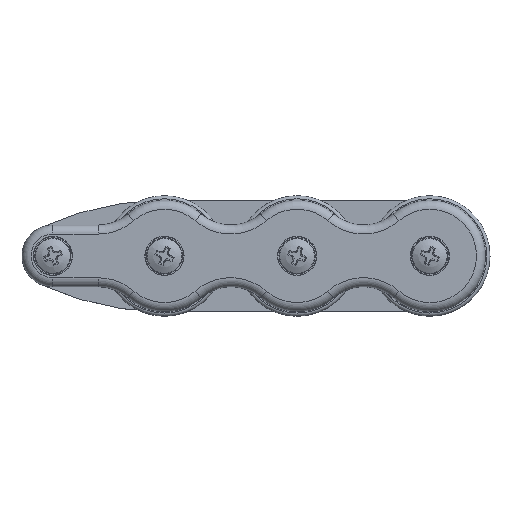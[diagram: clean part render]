
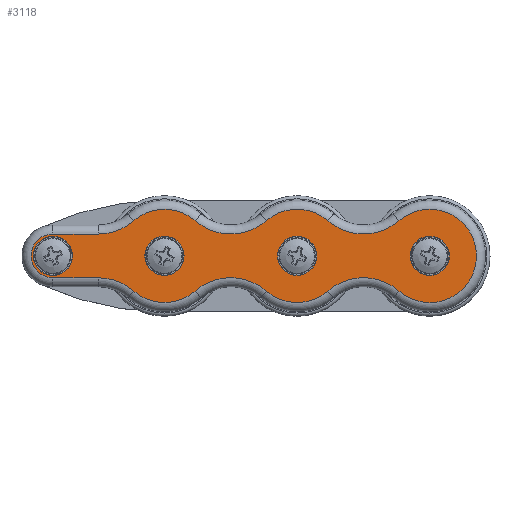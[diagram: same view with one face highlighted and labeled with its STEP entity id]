
A CAD part, top view. The second image highlights one B-rep face of the part: STEP entity #3118.
In plain terms, the highlighted planar face has unit normal (0, 0, 1).
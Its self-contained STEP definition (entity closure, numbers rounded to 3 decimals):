
#137=LINE('',#4984,#303);
#138=LINE('',#4988,#304);
#303=VECTOR('',#3917,15.);
#304=VECTOR('',#3920,15.);
#536=FACE_BOUND('',#892,.T.);
#537=FACE_BOUND('',#893,.T.);
#538=FACE_BOUND('',#894,.T.);
#539=FACE_BOUND('',#895,.T.);
#656=FACE_OUTER_BOUND('',#891,.T.);
#891=EDGE_LOOP('',(#2263,#2264,#2265,#2266,#2267,#2268,#2269,#2270,#2271,
#2272,#2273,#2274,#2275,#2276));
#892=EDGE_LOOP('',(#2277));
#893=EDGE_LOOP('',(#2278));
#894=EDGE_LOOP('',(#2279));
#895=EDGE_LOOP('',(#2280));
#1148=CIRCLE('',#3318,6.5);
#1173=CIRCLE('',#3373,15.5);
#1174=CIRCLE('',#3374,17.958);
#1175=CIRCLE('',#3375,7.25);
#1176=CIRCLE('',#3376,17.958);
#1177=CIRCLE('',#3377,15.5);
#1178=CIRCLE('',#3378,17.958);
#1179=CIRCLE('',#3379,15.5);
#1180=CIRCLE('',#3380,17.958);
#1181=CIRCLE('',#3381,15.5);
#1182=CIRCLE('',#3382,17.958);
#1183=CIRCLE('',#3383,15.5);
#1184=CIRCLE('',#3384,17.958);
#1185=CIRCLE('',#3385,6.5);
#1186=CIRCLE('',#3386,6.5);
#1187=CIRCLE('',#3387,6.5);
#1378=VERTEX_POINT('',#4838);
#1407=VERTEX_POINT('',#4978);
#1408=VERTEX_POINT('',#4979);
#1409=VERTEX_POINT('',#4981);
#1410=VERTEX_POINT('',#4983);
#1411=VERTEX_POINT('',#4985);
#1412=VERTEX_POINT('',#4987);
#1413=VERTEX_POINT('',#4989);
#1414=VERTEX_POINT('',#4991);
#1415=VERTEX_POINT('',#4993);
#1416=VERTEX_POINT('',#4995);
#1417=VERTEX_POINT('',#4997);
#1418=VERTEX_POINT('',#4999);
#1419=VERTEX_POINT('',#5001);
#1420=VERTEX_POINT('',#5003);
#1421=VERTEX_POINT('',#5006);
#1422=VERTEX_POINT('',#5008);
#1423=VERTEX_POINT('',#5010);
#1698=EDGE_CURVE('',#1378,#1378,#1148,.T.);
#1743=EDGE_CURVE('',#1407,#1408,#1173,.T.);
#1744=EDGE_CURVE('',#1409,#1407,#1174,.T.);
#1745=EDGE_CURVE('',#1410,#1409,#137,.T.);
#1746=EDGE_CURVE('',#1411,#1410,#1175,.T.);
#1747=EDGE_CURVE('',#1412,#1411,#138,.T.);
#1748=EDGE_CURVE('',#1413,#1412,#1176,.T.);
#1749=EDGE_CURVE('',#1414,#1413,#1177,.T.);
#1750=EDGE_CURVE('',#1415,#1414,#1178,.T.);
#1751=EDGE_CURVE('',#1416,#1415,#1179,.T.);
#1752=EDGE_CURVE('',#1417,#1416,#1180,.T.);
#1753=EDGE_CURVE('',#1418,#1417,#1181,.T.);
#1754=EDGE_CURVE('',#1419,#1418,#1182,.T.);
#1755=EDGE_CURVE('',#1420,#1419,#1183,.T.);
#1756=EDGE_CURVE('',#1408,#1420,#1184,.T.);
#1757=EDGE_CURVE('',#1421,#1421,#1185,.T.);
#1758=EDGE_CURVE('',#1422,#1422,#1186,.T.);
#1759=EDGE_CURVE('',#1423,#1423,#1187,.T.);
#2263=ORIENTED_EDGE('',*,*,#1743,.F.);
#2264=ORIENTED_EDGE('',*,*,#1744,.F.);
#2265=ORIENTED_EDGE('',*,*,#1745,.F.);
#2266=ORIENTED_EDGE('',*,*,#1746,.F.);
#2267=ORIENTED_EDGE('',*,*,#1747,.F.);
#2268=ORIENTED_EDGE('',*,*,#1748,.F.);
#2269=ORIENTED_EDGE('',*,*,#1749,.F.);
#2270=ORIENTED_EDGE('',*,*,#1750,.F.);
#2271=ORIENTED_EDGE('',*,*,#1751,.F.);
#2272=ORIENTED_EDGE('',*,*,#1752,.F.);
#2273=ORIENTED_EDGE('',*,*,#1753,.F.);
#2274=ORIENTED_EDGE('',*,*,#1754,.F.);
#2275=ORIENTED_EDGE('',*,*,#1755,.F.);
#2276=ORIENTED_EDGE('',*,*,#1756,.F.);
#2277=ORIENTED_EDGE('',*,*,#1698,.T.);
#2278=ORIENTED_EDGE('',*,*,#1757,.T.);
#2279=ORIENTED_EDGE('',*,*,#1758,.T.);
#2280=ORIENTED_EDGE('',*,*,#1759,.T.);
#2989=PLANE('',#3372);
#3118=ADVANCED_FACE('',(#656,#536,#537,#538,#539),#2989,.T.);
#3318=AXIS2_PLACEMENT_3D('',#4839,#3787,#3788);
#3372=AXIS2_PLACEMENT_3D('',#4977,#3911,#3912);
#3373=AXIS2_PLACEMENT_3D('',#4980,#3913,#3914);
#3374=AXIS2_PLACEMENT_3D('',#4982,#3915,#3916);
#3375=AXIS2_PLACEMENT_3D('',#4986,#3918,#3919);
#3376=AXIS2_PLACEMENT_3D('',#4990,#3921,#3922);
#3377=AXIS2_PLACEMENT_3D('',#4992,#3923,#3924);
#3378=AXIS2_PLACEMENT_3D('',#4994,#3925,#3926);
#3379=AXIS2_PLACEMENT_3D('',#4996,#3927,#3928);
#3380=AXIS2_PLACEMENT_3D('',#4998,#3929,#3930);
#3381=AXIS2_PLACEMENT_3D('',#5000,#3931,#3932);
#3382=AXIS2_PLACEMENT_3D('',#5002,#3933,#3934);
#3383=AXIS2_PLACEMENT_3D('',#5004,#3935,#3936);
#3384=AXIS2_PLACEMENT_3D('',#5005,#3937,#3938);
#3385=AXIS2_PLACEMENT_3D('',#5007,#3939,#3940);
#3386=AXIS2_PLACEMENT_3D('',#5009,#3941,#3942);
#3387=AXIS2_PLACEMENT_3D('',#5011,#3943,#3944);
#3787=DIRECTION('center_axis',(0.,0.,-1.));
#3788=DIRECTION('ref_axis',(1.,0.,0.));
#3911=DIRECTION('center_axis',(0.,0.,1.));
#3912=DIRECTION('ref_axis',(1.,0.,0.));
#3913=DIRECTION('center_axis',(0.,0.,-1.));
#3914=DIRECTION('ref_axis',(0.,1.,0.));
#3915=DIRECTION('center_axis',(0.,0.,1.));
#3916=DIRECTION('ref_axis',(0.351,-0.936,0.));
#3917=DIRECTION('',(1.,0.,0.));
#3918=DIRECTION('center_axis',(0.,0.,-1.));
#3919=DIRECTION('ref_axis',(-1.,0.,0.));
#3920=DIRECTION('',(-1.,0.,0.));
#3921=DIRECTION('center_axis',(0.,0.,1.));
#3922=DIRECTION('ref_axis',(0.351,0.936,0.));
#3923=DIRECTION('center_axis',(0.,0.,-1.));
#3924=DIRECTION('ref_axis',(0.,-1.,0.));
#3925=DIRECTION('center_axis',(0.,0.,1.));
#3926=DIRECTION('ref_axis',(0.,1.,0.));
#3927=DIRECTION('center_axis',(0.,0.,-1.));
#3928=DIRECTION('ref_axis',(0.,-1.,0.));
#3929=DIRECTION('center_axis',(0.,0.,1.));
#3930=DIRECTION('ref_axis',(0.,1.,0.));
#3931=DIRECTION('center_axis',(0.,0.,-1.));
#3932=DIRECTION('ref_axis',(1.,0.,0.));
#3933=DIRECTION('center_axis',(0.,0.,1.));
#3934=DIRECTION('ref_axis',(0.,-1.,0.));
#3935=DIRECTION('center_axis',(0.,0.,-1.));
#3936=DIRECTION('ref_axis',(0.,1.,0.));
#3937=DIRECTION('center_axis',(0.,0.,1.));
#3938=DIRECTION('ref_axis',(0.,-1.,0.));
#3939=DIRECTION('center_axis',(0.,0.,-1.));
#3940=DIRECTION('ref_axis',(0.944,-0.331,0.));
#3941=DIRECTION('center_axis',(0.,0.,-1.));
#3942=DIRECTION('ref_axis',(1.,0.,0.));
#3943=DIRECTION('center_axis',(0.,0.,-1.));
#3944=DIRECTION('ref_axis',(1.,0.,0.));
#4838=CARTESIAN_POINT('',(-94.5,0.,27.7));
#4839=CARTESIAN_POINT('Origin',(-88.,0.,27.7));
#4977=CARTESIAN_POINT('Origin',(-56.494,0.,
27.7));
#4978=CARTESIAN_POINT('',(-98.192,11.678,27.7));
#4979=CARTESIAN_POINT('',(-77.808,11.678,27.7));
#4980=CARTESIAN_POINT('Origin',(-88.,0.,27.7));
#4981=CARTESIAN_POINT('',(-110.,7.25,27.7));
#4982=CARTESIAN_POINT('Origin',(-110.,25.208,27.7));
#4983=CARTESIAN_POINT('',(-125.,7.25,27.7));
#4984=CARTESIAN_POINT('',(-83.247,7.25,27.7));
#4985=CARTESIAN_POINT('',(-125.,-7.25,27.7));
#4986=CARTESIAN_POINT('Origin',(-125.,0.,27.7));
#4987=CARTESIAN_POINT('',(-110.,-7.25,27.7));
#4988=CARTESIAN_POINT('',(-90.747,-7.25,27.7));
#4989=CARTESIAN_POINT('',(-98.192,-11.678,27.7));
#4990=CARTESIAN_POINT('Origin',(-110.,-25.208,27.7));
#4991=CARTESIAN_POINT('',(-77.808,-11.678,27.7));
#4992=CARTESIAN_POINT('Origin',(-88.,0.,27.7));
#4993=CARTESIAN_POINT('',(-54.192,-11.678,27.7));
#4994=CARTESIAN_POINT('Origin',(-66.,-25.208,27.7));
#4995=CARTESIAN_POINT('',(-33.808,-11.678,27.7));
#4996=CARTESIAN_POINT('Origin',(-44.,0.,27.7));
#4997=CARTESIAN_POINT('',(-10.192,-11.678,27.7));
#4998=CARTESIAN_POINT('Origin',(-22.,-25.208,27.7));
#4999=CARTESIAN_POINT('',(-10.192,11.678,27.7));
#5000=CARTESIAN_POINT('Origin',(0.,0.,
27.7));
#5001=CARTESIAN_POINT('',(-33.808,11.678,27.7));
#5002=CARTESIAN_POINT('Origin',(-22.,25.208,27.7));
#5003=CARTESIAN_POINT('',(-54.192,11.678,27.7));
#5004=CARTESIAN_POINT('Origin',(-44.,0.,27.7));
#5005=CARTESIAN_POINT('Origin',(-66.,25.208,27.7));
#5006=CARTESIAN_POINT('',(-131.133,2.152,27.7));
#5007=CARTESIAN_POINT('Origin',(-125.,0.,27.7));
#5008=CARTESIAN_POINT('',(-6.5,0.,27.7));
#5009=CARTESIAN_POINT('Origin',(0.,0.,
27.7));
#5010=CARTESIAN_POINT('',(-50.5,0.,27.7));
#5011=CARTESIAN_POINT('Origin',(-44.,0.,27.7));
